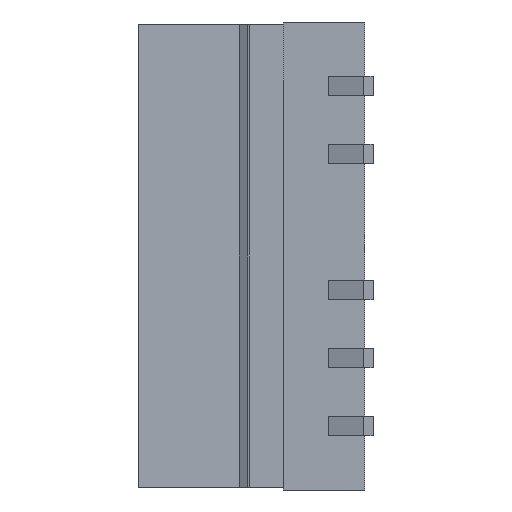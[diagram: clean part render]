
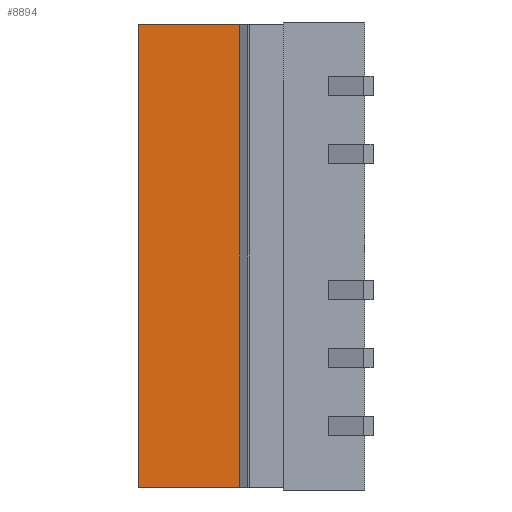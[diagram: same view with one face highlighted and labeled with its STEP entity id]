
A CAD part, left-side view. The second image highlights one B-rep face of the part: STEP entity #8894.
In plain terms, the highlighted planar face has unit normal (-1, -0.028, 0).
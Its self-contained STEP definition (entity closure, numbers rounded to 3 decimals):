
#1098 = CARTESIAN_POINT ( 'NONE',  ( -7.501, 4.629, 8.499 ) ) ;
#1104 = DIRECTION ( 'NONE',  ( 0.028, -1., 0. ) ) ;
#1256 = CARTESIAN_POINT ( 'NONE',  ( -7.602, 8.31, 8.499 ) ) ;
#1296 = ORIENTED_EDGE ( 'NONE', *, *, #8643, .F. ) ;
#1303 = CARTESIAN_POINT ( 'NONE',  ( -7.602, 8.31, 2.833 ) ) ;
#1688 = CARTESIAN_POINT ( 'NONE',  ( -7.602, 8.31, -8.499 ) ) ;
#1832 = VERTEX_POINT ( 'NONE', #1098 ) ;
#2163 = LINE ( 'NONE', #6071, #11307 ) ;
#2992 = VECTOR ( 'NONE', #1104, 1000. ) ;
#3100 = VERTEX_POINT ( 'NONE', #11023 ) ;
#3576 = VECTOR ( 'NONE', #9731, 1000. ) ;
#3808 = DIRECTION ( 'NONE',  ( -1., -0.028, 0. ) ) ;
#4357 = EDGE_CURVE ( 'NONE', #1832, #3100, #11071, .T. ) ;
#4376 = VERTEX_POINT ( 'NONE', #1688 ) ;
#5335 = AXIS2_PLACEMENT_3D ( 'NONE', #1256, #3808, #6561 ) ;
#5790 = CARTESIAN_POINT ( 'NONE',  ( -7.602, 8.31, -8.499 ) ) ;
#6071 = CARTESIAN_POINT ( 'NONE',  ( -7.501, 4.629, 8.499 ) ) ;
#6129 = ORIENTED_EDGE ( 'NONE', *, *, #10167, .T. ) ;
#6194 = EDGE_LOOP ( 'NONE', ( #11304, #1296, #10128, #6129 ) ) ;
#6313 = B_SPLINE_CURVE_WITH_KNOTS ( 'NONE', 3,
 ( #5790, #6608, #1303, #10125 ),
 .UNSPECIFIED., .F., .F.,
 ( 4, 4 ),
 ( 0., 1. ),
 .UNSPECIFIED. ) ;
#6436 = CARTESIAN_POINT ( 'NONE',  ( -7.602, 8.31, -8.499 ) ) ;
#6561 = DIRECTION ( 'NONE',  ( 0.028, -1., 0. ) ) ;
#6608 = CARTESIAN_POINT ( 'NONE',  ( -7.602, 8.31, -2.833 ) ) ;
#6970 = DIRECTION ( 'NONE',  ( 0., 0., 1. ) ) ;
#8643 = EDGE_CURVE ( 'NONE', #4376, #3100, #6313, .T. ) ;
#8831 = CARTESIAN_POINT ( 'NONE',  ( -7.602, 8.31, 8.499 ) ) ;
#8894 = ADVANCED_FACE ( 'NONE', ( #9268 ), #9149, .T. ) ;
#9149 = PLANE ( 'NONE',  #5335 ) ;
#9268 = FACE_OUTER_BOUND ( 'NONE', #6194, .T. ) ;
#9493 = EDGE_CURVE ( 'NONE', #4376, #11148, #11194, .T. ) ;
#9731 = DIRECTION ( 'NONE',  ( -0.028, 1., 0. ) ) ;
#10125 = CARTESIAN_POINT ( 'NONE',  ( -7.602, 8.31, 8.499 ) ) ;
#10128 = ORIENTED_EDGE ( 'NONE', *, *, #9493, .T. ) ;
#10167 = EDGE_CURVE ( 'NONE', #11148, #1832, #2163, .T. ) ;
#10486 = CARTESIAN_POINT ( 'NONE',  ( -7.501, 4.629, -8.499 ) ) ;
#11023 = CARTESIAN_POINT ( 'NONE',  ( -7.602, 8.31, 8.499 ) ) ;
#11071 = LINE ( 'NONE', #8831, #3576 ) ;
#11148 = VERTEX_POINT ( 'NONE', #10486 ) ;
#11194 = LINE ( 'NONE', #6436, #2992 ) ;
#11304 = ORIENTED_EDGE ( 'NONE', *, *, #4357, .T. ) ;
#11307 = VECTOR ( 'NONE', #6970, 1000. ) ;
